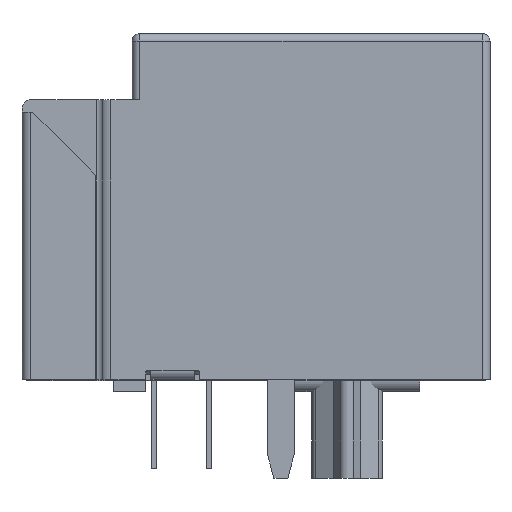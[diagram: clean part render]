
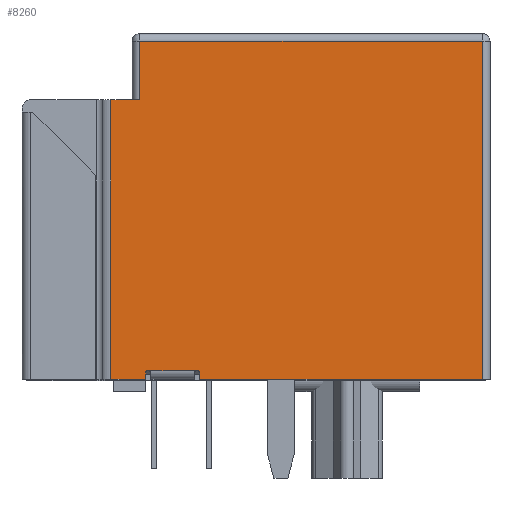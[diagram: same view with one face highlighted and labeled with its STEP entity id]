
A CAD part, left-side view. The second image highlights one B-rep face of the part: STEP entity #8260.
In plain terms, the highlighted planar face has unit normal (-1, 0, 0).
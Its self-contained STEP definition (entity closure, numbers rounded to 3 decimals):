
#7597=CARTESIAN_POINT('',(-8.,1.67,0.86));
#7598=VERTEX_POINT('',#7597);
#7605=CARTESIAN_POINT('',(-8.,1.67,0.56));
#7606=VERTEX_POINT('',#7605);
#7607=CARTESIAN_POINT('',(-8.,1.67,0.86));
#7608=DIRECTION('',(0.0,0.0,-1.0));
#7609=VECTOR('',#7608,0.3);
#7610=LINE('',#7607,#7609);
#7611=EDGE_CURVE('',#7598,#7606,#7610,.T.);
#7653=CARTESIAN_POINT('',(-8.,-0.83,0.56));
#7654=VERTEX_POINT('',#7653);
#7661=CARTESIAN_POINT('',(-8.,-0.83,0.86));
#7662=VERTEX_POINT('',#7661);
#7663=CARTESIAN_POINT('',(-8.,-0.83,0.86));
#7664=DIRECTION('',(0.0,0.0,-1.0));
#7665=VECTOR('',#7664,0.3);
#7666=LINE('',#7663,#7665);
#7667=EDGE_CURVE('',#7662,#7654,#7666,.T.);
#7836=CARTESIAN_POINT('',(-8.,-13.87,16.16));
#7837=VERTEX_POINT('',#7836);
#7889=CARTESIAN_POINT('',(-8.,1.94,16.16));
#7890=VERTEX_POINT('',#7889);
#7898=CARTESIAN_POINT('',(-8.,1.94,16.16));
#7899=DIRECTION('',(0.0,-1.0,0.0));
#7900=VECTOR('',#7899,15.81);
#7901=LINE('',#7898,#7900);
#7902=EDGE_CURVE('',#7890,#7837,#7901,.T.);
#8166=CARTESIAN_POINT('',(-8.,4.128,-5.008));
#8167=DIRECTION('',(-1.0,0.0,0.0));
#8168=DIRECTION('',(0.0,0.0,-1.0));
#8169=AXIS2_PLACEMENT_3D('',#8166,#8167,#8168);
#8170=PLANE('',#8169);
#8171=CARTESIAN_POINT('',(-8.,-13.87,0.56));
#8172=VERTEX_POINT('',#8171);
#8173=CARTESIAN_POINT('',(-8.,-0.83,0.56));
#8174=DIRECTION('',(0.0,-1.0,0.0));
#8175=VECTOR('',#8174,13.04);
#8176=LINE('',#8173,#8175);
#8177=EDGE_CURVE('',#7654,#8172,#8176,.T.);
#8178=ORIENTED_EDGE('',*,*,#8177,.T.);
#8179=CARTESIAN_POINT('',(-8.,-13.87,0.56));
#8180=DIRECTION('',(0.0,0.0,1.0));
#8181=VECTOR('',#8180,15.6);
#8182=LINE('',#8179,#8181);
#8183=EDGE_CURVE('',#8172,#7837,#8182,.T.);
#8184=ORIENTED_EDGE('',*,*,#8183,.T.);
#8185=ORIENTED_EDGE('',*,*,#7902,.F.);
#8186=CARTESIAN_POINT('',(-8.,1.94,13.46));
#8187=VERTEX_POINT('',#8186);
#8188=CARTESIAN_POINT('',(-8.,1.94,16.16));
#8189=DIRECTION('',(0.0,0.0,-1.0));
#8190=VECTOR('',#8189,2.7);
#8191=LINE('',#8188,#8190);
#8192=EDGE_CURVE('',#7890,#8187,#8191,.T.);
#8193=ORIENTED_EDGE('',*,*,#8192,.T.);
#8194=CARTESIAN_POINT('',(-8.,3.271,13.46));
#8195=VERTEX_POINT('',#8194);
#8196=CARTESIAN_POINT('',(-8.,3.271,13.46));
#8197=DIRECTION('',(0.0,-1.0,0.0));
#8198=VECTOR('',#8197,1.331);
#8199=LINE('',#8196,#8198);
#8200=EDGE_CURVE('',#8195,#8187,#8199,.T.);
#8201=ORIENTED_EDGE('',*,*,#8200,.F.);
#8202=CARTESIAN_POINT('',(-8.,3.271,0.56));
#8203=VERTEX_POINT('',#8202);
#8204=CARTESIAN_POINT('',(-8.,3.271,13.46));
#8205=DIRECTION('',(0.0,0.0,-1.0));
#8206=VECTOR('',#8205,12.9);
#8207=LINE('',#8204,#8206);
#8208=EDGE_CURVE('',#8195,#8203,#8207,.T.);
#8209=ORIENTED_EDGE('',*,*,#8208,.T.);
#8210=CARTESIAN_POINT('',(-8.,3.271,0.56));
#8211=DIRECTION('',(0.0,-1.0,0.0));
#8212=VECTOR('',#8211,1.601);
#8213=LINE('',#8210,#8212);
#8214=EDGE_CURVE('',#8203,#7606,#8213,.T.);
#8215=ORIENTED_EDGE('',*,*,#8214,.T.);
#8216=ORIENTED_EDGE('',*,*,#7611,.F.);
#8217=CARTESIAN_POINT('',(-8.,1.57,0.96));
#8218=VERTEX_POINT('',#8217);
#8219=CARTESIAN_POINT('',(-8.,1.57,0.86));
#8220=DIRECTION('',(1.0,0.0,0.0));
#8221=DIRECTION('',(0.0,1.0,0.0));
#8222=AXIS2_PLACEMENT_3D('',#8219,#8220,#8221);
#8223=CIRCLE('',#8222,0.1);
#8224=EDGE_CURVE('',#7598,#8218,#8223,.T.);
#8225=ORIENTED_EDGE('',*,*,#8224,.T.);
#8226=CARTESIAN_POINT('',(-8.,1.52,0.96));
#8227=VERTEX_POINT('',#8226);
#8228=CARTESIAN_POINT('',(-8.,1.57,0.96));
#8229=DIRECTION('',(0.,-1.0,0.));
#8230=VECTOR('',#8229,0.05);
#8231=LINE('',#8228,#8230);
#8232=EDGE_CURVE('',#8218,#8227,#8231,.T.);
#8233=ORIENTED_EDGE('',*,*,#8232,.T.);
#8234=CARTESIAN_POINT('',(-8.,-0.68,0.96));
#8235=VERTEX_POINT('',#8234);
#8236=CARTESIAN_POINT('',(-8.,1.52,0.96));
#8237=DIRECTION('',(0.0,-1.0,0.0));
#8238=VECTOR('',#8237,2.2);
#8239=LINE('',#8236,#8238);
#8240=EDGE_CURVE('',#8227,#8235,#8239,.T.);
#8241=ORIENTED_EDGE('',*,*,#8240,.T.);
#8242=CARTESIAN_POINT('',(-8.,-0.73,0.96));
#8243=VERTEX_POINT('',#8242);
#8244=CARTESIAN_POINT('',(-8.,-0.68,0.96));
#8245=DIRECTION('',(0.,-1.0,0.));
#8246=VECTOR('',#8245,0.05);
#8247=LINE('',#8244,#8246);
#8248=EDGE_CURVE('',#8235,#8243,#8247,.T.);
#8249=ORIENTED_EDGE('',*,*,#8248,.T.);
#8250=CARTESIAN_POINT('',(-8.,-0.73,0.86));
#8251=DIRECTION('',(1.0,0.0,0.0));
#8252=DIRECTION('',(0.0,0.0,1.0));
#8253=AXIS2_PLACEMENT_3D('',#8250,#8251,#8252);
#8254=CIRCLE('',#8253,0.1);
#8255=EDGE_CURVE('',#8243,#7662,#8254,.T.);
#8256=ORIENTED_EDGE('',*,*,#8255,.T.);
#8257=ORIENTED_EDGE('',*,*,#7667,.T.);
#8258=EDGE_LOOP('',(#8178,#8184,#8185,#8193,#8201,#8209,#8215,#8216,#8225,#8233,#8241,#8249,#8256,#8257));
#8259=FACE_OUTER_BOUND('',#8258,.T.);
#8260=ADVANCED_FACE('',(#8259),#8170,.T.);
